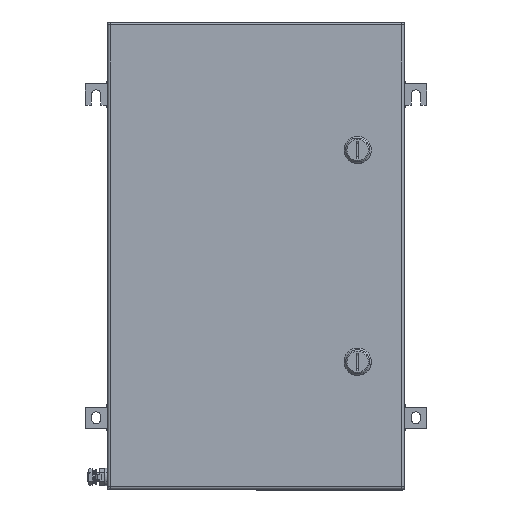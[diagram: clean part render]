
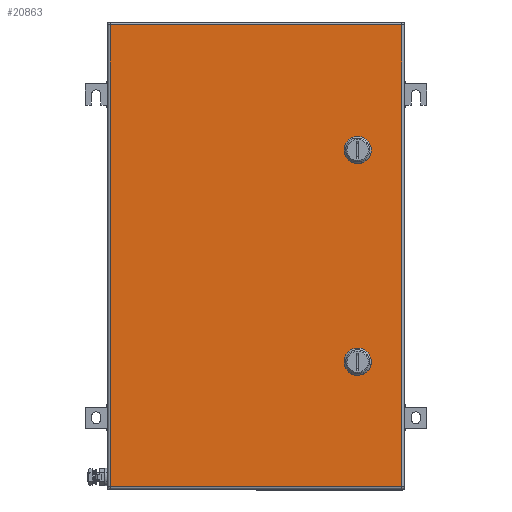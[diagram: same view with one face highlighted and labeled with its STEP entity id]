
A CAD part, top view. The second image highlights one B-rep face of the part: STEP entity #20863.
In plain terms, the highlighted planar face has unit normal (0, 0, 1).
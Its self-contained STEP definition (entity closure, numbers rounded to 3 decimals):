
#20677=AXIS2_PLACEMENT_3D('Circle Axis2P3D',#20675,#20676,$) ;
#20704=AXIS2_PLACEMENT_3D('Plane Axis2P3D',#20701,#20702,#20703) ;
#20749=AXIS2_PLACEMENT_3D('Circle Axis2P3D',#20747,#20748,$) ;
#20763=AXIS2_PLACEMENT_3D('Circle Axis2P3D',#20761,#20762,$) ;
#20777=AXIS2_PLACEMENT_3D('Circle Axis2P3D',#20775,#20776,$) ;
#20799=AXIS2_PLACEMENT_3D('Circle Axis2P3D',#20797,#20798,$) ;
#20815=AXIS2_PLACEMENT_3D('Circle Axis2P3D',#20813,#20814,$) ;
#20829=AXIS2_PLACEMENT_3D('Circle Axis2P3D',#20827,#20828,$) ;
#20843=AXIS2_PLACEMENT_3D('Circle Axis2P3D',#20841,#20842,$) ;
#20672=CARTESIAN_POINT('Vertex',(325.056,389.45,203.5)) ;
#20675=CARTESIAN_POINT('Axis2P3D Location',(320.,399.5,203.5)) ;
#20679=CARTESIAN_POINT('Vertex',(330.05,394.444,203.5)) ;
#20701=CARTESIAN_POINT('Axis2P3D Location',(200.5,275.,203.5)) ;
#20706=CARTESIAN_POINT('Line Origine',(200.5,546.5,203.5)) ;
#20710=CARTESIAN_POINT('Vertex',(372.,546.5,203.5)) ;
#20712=CARTESIAN_POINT('Vertex',(29.,546.5,203.5)) ;
#20715=CARTESIAN_POINT('Line Origine',(29.,275.,203.5)) ;
#20719=CARTESIAN_POINT('Vertex',(29.,3.5,203.5)) ;
#20722=CARTESIAN_POINT('Line Origine',(200.5,3.5,203.5)) ;
#20726=CARTESIAN_POINT('Vertex',(372.,3.5,203.5)) ;
#20729=CARTESIAN_POINT('Line Origine',(372.,275.,203.5)) ;
#20740=CARTESIAN_POINT('Line Origine',(320.,389.45,203.5)) ;
#20744=CARTESIAN_POINT('Vertex',(314.944,389.45,203.5)) ;
#20747=CARTESIAN_POINT('Axis2P3D Location',(320.,399.5,203.5)) ;
#20751=CARTESIAN_POINT('Vertex',(309.95,394.444,203.5)) ;
#20754=CARTESIAN_POINT('Line Origine',(309.95,399.5,203.5)) ;
#20758=CARTESIAN_POINT('Vertex',(309.95,404.556,203.5)) ;
#20761=CARTESIAN_POINT('Axis2P3D Location',(320.,399.5,203.5)) ;
#20765=CARTESIAN_POINT('Vertex',(314.944,409.55,203.5)) ;
#20768=CARTESIAN_POINT('Line Origine',(320.,409.55,203.5)) ;
#20772=CARTESIAN_POINT('Vertex',(325.056,409.55,203.5)) ;
#20775=CARTESIAN_POINT('Axis2P3D Location',(320.,399.5,203.5)) ;
#20779=CARTESIAN_POINT('Vertex',(330.05,404.556,203.5)) ;
#20782=CARTESIAN_POINT('Line Origine',(330.05,399.5,203.5)) ;
#20797=CARTESIAN_POINT('Axis2P3D Location',(320.,150.5,203.5)) ;
#20801=CARTESIAN_POINT('Vertex',(325.056,140.45,203.5)) ;
#20803=CARTESIAN_POINT('Vertex',(330.05,145.444,203.5)) ;
#20806=CARTESIAN_POINT('Line Origine',(320.,140.45,203.5)) ;
#20810=CARTESIAN_POINT('Vertex',(314.944,140.45,203.5)) ;
#20813=CARTESIAN_POINT('Axis2P3D Location',(320.,150.5,203.5)) ;
#20817=CARTESIAN_POINT('Vertex',(309.95,145.444,203.5)) ;
#20820=CARTESIAN_POINT('Line Origine',(309.95,150.5,203.5)) ;
#20824=CARTESIAN_POINT('Vertex',(309.95,155.556,203.5)) ;
#20827=CARTESIAN_POINT('Axis2P3D Location',(320.,150.5,203.5)) ;
#20831=CARTESIAN_POINT('Vertex',(314.944,160.55,203.5)) ;
#20834=CARTESIAN_POINT('Line Origine',(320.,160.55,203.5)) ;
#20838=CARTESIAN_POINT('Vertex',(325.056,160.55,203.5)) ;
#20841=CARTESIAN_POINT('Axis2P3D Location',(320.,150.5,203.5)) ;
#20845=CARTESIAN_POINT('Vertex',(330.05,155.556,203.5)) ;
#20848=CARTESIAN_POINT('Line Origine',(330.05,150.5,203.5)) ;
#20676=DIRECTION('Axis2P3D Direction',(0.,0.,1.)) ;
#20702=DIRECTION('Axis2P3D Direction',(0.,0.,1.)) ;
#20703=DIRECTION('Axis2P3D XDirection',(1.,0.,0.)) ;
#20707=DIRECTION('Vector Direction',(1.,0.,0.)) ;
#20716=DIRECTION('Vector Direction',(0.,-1.,0.)) ;
#20723=DIRECTION('Vector Direction',(1.,0.,0.)) ;
#20730=DIRECTION('Vector Direction',(0.,1.,0.)) ;
#20741=DIRECTION('Vector Direction',(1.,0.,0.)) ;
#20748=DIRECTION('Axis2P3D Direction',(0.,0.,1.)) ;
#20755=DIRECTION('Vector Direction',(0.,1.,0.)) ;
#20762=DIRECTION('Axis2P3D Direction',(0.,0.,1.)) ;
#20769=DIRECTION('Vector Direction',(1.,0.,0.)) ;
#20776=DIRECTION('Axis2P3D Direction',(0.,0.,1.)) ;
#20783=DIRECTION('Vector Direction',(0.,-1.,0.)) ;
#20798=DIRECTION('Axis2P3D Direction',(0.,0.,1.)) ;
#20807=DIRECTION('Vector Direction',(1.,0.,0.)) ;
#20814=DIRECTION('Axis2P3D Direction',(0.,0.,1.)) ;
#20821=DIRECTION('Vector Direction',(0.,1.,0.)) ;
#20828=DIRECTION('Axis2P3D Direction',(0.,0.,1.)) ;
#20835=DIRECTION('Vector Direction',(1.,0.,0.)) ;
#20842=DIRECTION('Axis2P3D Direction',(0.,0.,1.)) ;
#20849=DIRECTION('Vector Direction',(0.,-1.,0.)) ;
#20708=VECTOR('Line Direction',#20707,1.) ;
#20717=VECTOR('Line Direction',#20716,1.) ;
#20724=VECTOR('Line Direction',#20723,1.) ;
#20731=VECTOR('Line Direction',#20730,1.) ;
#20742=VECTOR('Line Direction',#20741,1.) ;
#20756=VECTOR('Line Direction',#20755,1.) ;
#20770=VECTOR('Line Direction',#20769,1.) ;
#20784=VECTOR('Line Direction',#20783,1.) ;
#20808=VECTOR('Line Direction',#20807,1.) ;
#20822=VECTOR('Line Direction',#20821,1.) ;
#20836=VECTOR('Line Direction',#20835,1.) ;
#20850=VECTOR('Line Direction',#20849,1.) ;
#20735=ORIENTED_EDGE('',*,*,#20714,.T.) ;
#20736=ORIENTED_EDGE('',*,*,#20721,.T.) ;
#20737=ORIENTED_EDGE('',*,*,#20728,.T.) ;
#20738=ORIENTED_EDGE('',*,*,#20733,.T.) ;
#20788=ORIENTED_EDGE('',*,*,#20746,.F.) ;
#20789=ORIENTED_EDGE('',*,*,#20753,.F.) ;
#20790=ORIENTED_EDGE('',*,*,#20760,.T.) ;
#20791=ORIENTED_EDGE('',*,*,#20767,.F.) ;
#20792=ORIENTED_EDGE('',*,*,#20774,.T.) ;
#20793=ORIENTED_EDGE('',*,*,#20781,.F.) ;
#20794=ORIENTED_EDGE('',*,*,#20786,.T.) ;
#20795=ORIENTED_EDGE('',*,*,#20681,.F.) ;
#20854=ORIENTED_EDGE('',*,*,#20805,.F.) ;
#20855=ORIENTED_EDGE('',*,*,#20812,.F.) ;
#20856=ORIENTED_EDGE('',*,*,#20819,.F.) ;
#20857=ORIENTED_EDGE('',*,*,#20826,.T.) ;
#20858=ORIENTED_EDGE('',*,*,#20833,.F.) ;
#20859=ORIENTED_EDGE('',*,*,#20840,.T.) ;
#20860=ORIENTED_EDGE('',*,*,#20847,.F.) ;
#20861=ORIENTED_EDGE('',*,*,#20852,.T.) ;
#20796=FACE_BOUND('',#20787,.T.) ;
#20862=FACE_BOUND('',#20853,.T.) ;
#20863=ADVANCED_FACE('ZUB_KTB_QL_553520_0GP_AllCATPart.1\\ZUB_DE_KTB_QL.1\\DE_KTB_MH_PART_MASTER.1\\Koerper.2',(#20739,#20796,#20862),#20705,.T.) ;
#20678=CIRCLE('generated circle',#20677,11.25) ;
#20750=CIRCLE('generated circle',#20749,11.25) ;
#20764=CIRCLE('generated circle',#20763,11.25) ;
#20778=CIRCLE('generated circle',#20777,11.25) ;
#20800=CIRCLE('generated circle',#20799,11.25) ;
#20816=CIRCLE('generated circle',#20815,11.25) ;
#20830=CIRCLE('generated circle',#20829,11.25) ;
#20844=CIRCLE('generated circle',#20843,11.25) ;
#20681=EDGE_CURVE('',#20673,#20680,#20678,.T.) ;
#20714=EDGE_CURVE('',#20711,#20713,#20709,.F.) ;
#20721=EDGE_CURVE('',#20713,#20720,#20718,.T.) ;
#20728=EDGE_CURVE('',#20720,#20727,#20725,.T.) ;
#20733=EDGE_CURVE('',#20727,#20711,#20732,.T.) ;
#20746=EDGE_CURVE('',#20745,#20673,#20743,.T.) ;
#20753=EDGE_CURVE('',#20752,#20745,#20750,.T.) ;
#20760=EDGE_CURVE('',#20752,#20759,#20757,.T.) ;
#20767=EDGE_CURVE('',#20766,#20759,#20764,.T.) ;
#20774=EDGE_CURVE('',#20766,#20773,#20771,.T.) ;
#20781=EDGE_CURVE('',#20780,#20773,#20778,.T.) ;
#20786=EDGE_CURVE('',#20780,#20680,#20785,.T.) ;
#20805=EDGE_CURVE('',#20802,#20804,#20800,.T.) ;
#20812=EDGE_CURVE('',#20811,#20802,#20809,.T.) ;
#20819=EDGE_CURVE('',#20818,#20811,#20816,.T.) ;
#20826=EDGE_CURVE('',#20818,#20825,#20823,.T.) ;
#20833=EDGE_CURVE('',#20832,#20825,#20830,.T.) ;
#20840=EDGE_CURVE('',#20832,#20839,#20837,.T.) ;
#20847=EDGE_CURVE('',#20846,#20839,#20844,.T.) ;
#20852=EDGE_CURVE('',#20846,#20804,#20851,.T.) ;
#20734=EDGE_LOOP('',(#20735,#20736,#20737,#20738)) ;
#20787=EDGE_LOOP('',(#20788,#20789,#20790,#20791,#20792,#20793,#20794,#20795)) ;
#20853=EDGE_LOOP('',(#20854,#20855,#20856,#20857,#20858,#20859,#20860,#20861)) ;
#20739=FACE_OUTER_BOUND('',#20734,.T.) ;
#20709=LINE('Line',#20706,#20708) ;
#20718=LINE('Line',#20715,#20717) ;
#20725=LINE('Line',#20722,#20724) ;
#20732=LINE('Line',#20729,#20731) ;
#20743=LINE('Line',#20740,#20742) ;
#20757=LINE('Line',#20754,#20756) ;
#20771=LINE('Line',#20768,#20770) ;
#20785=LINE('Line',#20782,#20784) ;
#20809=LINE('Line',#20806,#20808) ;
#20823=LINE('Line',#20820,#20822) ;
#20837=LINE('Line',#20834,#20836) ;
#20851=LINE('Line',#20848,#20850) ;
#20705=PLANE('',#20704) ;
#20673=VERTEX_POINT('',#20672) ;
#20680=VERTEX_POINT('',#20679) ;
#20711=VERTEX_POINT('',#20710) ;
#20713=VERTEX_POINT('',#20712) ;
#20720=VERTEX_POINT('',#20719) ;
#20727=VERTEX_POINT('',#20726) ;
#20745=VERTEX_POINT('',#20744) ;
#20752=VERTEX_POINT('',#20751) ;
#20759=VERTEX_POINT('',#20758) ;
#20766=VERTEX_POINT('',#20765) ;
#20773=VERTEX_POINT('',#20772) ;
#20780=VERTEX_POINT('',#20779) ;
#20802=VERTEX_POINT('',#20801) ;
#20804=VERTEX_POINT('',#20803) ;
#20811=VERTEX_POINT('',#20810) ;
#20818=VERTEX_POINT('',#20817) ;
#20825=VERTEX_POINT('',#20824) ;
#20832=VERTEX_POINT('',#20831) ;
#20839=VERTEX_POINT('',#20838) ;
#20846=VERTEX_POINT('',#20845) ;
